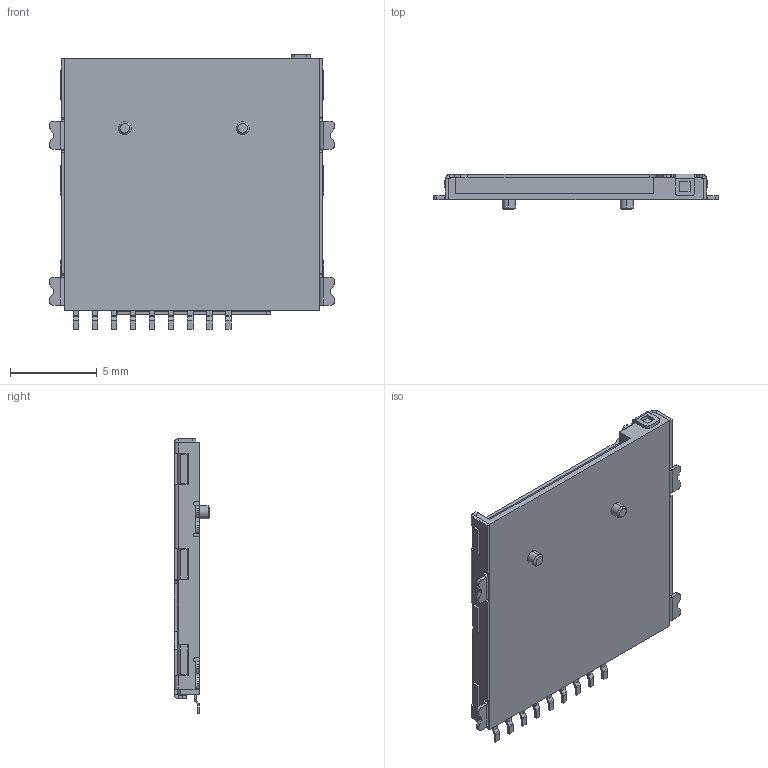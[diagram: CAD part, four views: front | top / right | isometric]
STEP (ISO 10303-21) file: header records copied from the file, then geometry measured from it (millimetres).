
FILE_DESCRIPTION (( 'STEP AP214' ), '1' );
FILE_NAME ('MEM2075-00-140-01-A.STEP', '2022-04-30T14:58:19', ( '' ), ( '' ), 'SwSTEP 2.0', 'SolidWorks 2017', '' );
FILE_SCHEMA (( 'AUTOMOTIVE_DESIGN' ));
Length unit declared in the file: millimetre
Products named in the file (1): MEM2075-00-140-01-A
Bounding box: 16.44 x 2.05 x 15.85 mm (x, y, z)
Volume: 175.8 mm3; surface area: 1029 mm2
Topology: 11 solids, 11 shells, 520 faces, 1265 edges, 760 vertices
Faces by surface type: plane 365, cylinder 148, cone 4, bspline 3
Entity records: 15089 total; most frequent: CARTESIAN_POINT 2603, DIRECTION 2593, ORIENTED_EDGE 2530, EDGE_CURVE 1265, LINE 961, VECTOR 961, AXIS2_PLACEMENT_3D 816, VERTEX_POINT 760
